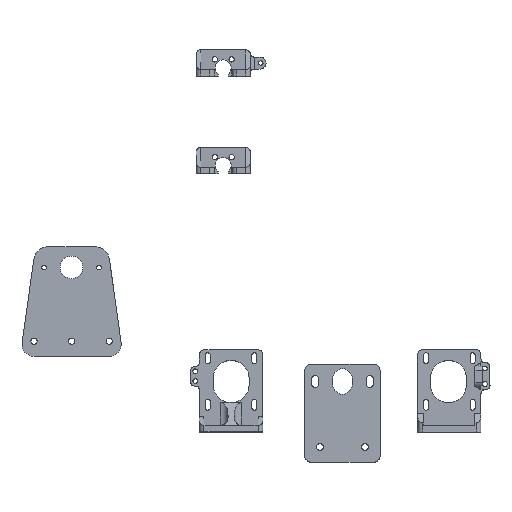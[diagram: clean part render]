
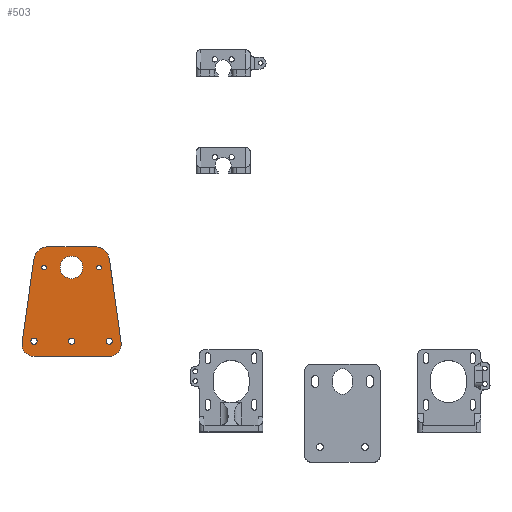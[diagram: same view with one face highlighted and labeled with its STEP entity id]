
A CAD part, top view. The second image highlights one B-rep face of the part: STEP entity #503.
In plain terms, the highlighted planar face has unit normal (0, 0, 1).
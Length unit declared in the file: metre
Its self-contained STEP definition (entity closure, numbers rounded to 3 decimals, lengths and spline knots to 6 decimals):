
#503 = ADVANCED_FACE( '', ( #1256, #1257, #1258, #1259, #1260, #1261, #1262 ), #1263, .T. );
#1256 = FACE_OUTER_BOUND( '', #2401, .T. );
#1257 = FACE_BOUND( '', #2402, .T. );
#1258 = FACE_BOUND( '', #2403, .T. );
#1259 = FACE_BOUND( '', #2404, .T. );
#1260 = FACE_BOUND( '', #2405, .T. );
#1261 = FACE_BOUND( '', #2406, .T. );
#1262 = FACE_BOUND( '', #2407, .T. );
#1263 = PLANE( '', #2408 );
#2401 = EDGE_LOOP( '', ( #3853, #3854, #3855, #3856, #3857, #3858, #3859, #3860 ) );
#2402 = EDGE_LOOP( '', ( #3861 ) );
#2403 = EDGE_LOOP( '', ( #3862 ) );
#2404 = EDGE_LOOP( '', ( #3863 ) );
#2405 = EDGE_LOOP( '', ( #3864 ) );
#2406 = EDGE_LOOP( '', ( #3865 ) );
#2407 = EDGE_LOOP( '', ( #3866 ) );
#2408 = AXIS2_PLACEMENT_3D( '', #3867, #3868, #3869 );
#3853 = ORIENTED_EDGE( '', *, *, #6265, .T. );
#3854 = ORIENTED_EDGE( '', *, *, #6529, .T. );
#3855 = ORIENTED_EDGE( '', *, *, #6530, .T. );
#3856 = ORIENTED_EDGE( '', *, *, #6531, .T. );
#3857 = ORIENTED_EDGE( '', *, *, #6240, .T. );
#3858 = ORIENTED_EDGE( '', *, *, #6532, .T. );
#3859 = ORIENTED_EDGE( '', *, *, #6504, .T. );
#3860 = ORIENTED_EDGE( '', *, *, #6533, .T. );
#3861 = ORIENTED_EDGE( '', *, *, #6534, .T. );
#3862 = ORIENTED_EDGE( '', *, *, #6535, .T. );
#3863 = ORIENTED_EDGE( '', *, *, #6194, .T. );
#3864 = ORIENTED_EDGE( '', *, *, #6536, .T. );
#3865 = ORIENTED_EDGE( '', *, *, #6197, .T. );
#3866 = ORIENTED_EDGE( '', *, *, #6454, .T. );
#3867 = CARTESIAN_POINT( '', ( 0.00002, -0.022522, 0.0045 ) );
#3868 = DIRECTION( '', ( 0., 0., 1. ) );
#3869 = DIRECTION( '', ( 1., 0., 0. ) );
#6194 = EDGE_CURVE( '', #7340, #7340, #7341, .T. );
#6197 = EDGE_CURVE( '', #7345, #7345, #7346, .T. );
#6240 = EDGE_CURVE( '', #7424, #7422, #7425, .T. );
#6265 = EDGE_CURVE( '', #7468, #7466, #7469, .T. );
#6454 = EDGE_CURVE( '', #7798, #7798, #7799, .T. );
#6504 = EDGE_CURVE( '', #7884, #7882, #7885, .T. );
#6529 = EDGE_CURVE( '', #7466, #7925, #7926, .T. );
#6530 = EDGE_CURVE( '', #7925, #7927, #7928, .T. );
#6531 = EDGE_CURVE( '', #7927, #7424, #7929, .T. );
#6532 = EDGE_CURVE( '', #7422, #7884, #7930, .T. );
#6533 = EDGE_CURVE( '', #7882, #7468, #7931, .T. );
#6534 = EDGE_CURVE( '', #7932, #7932, #7933, .T. );
#6535 = EDGE_CURVE( '', #7934, #7934, #7935, .T. );
#6536 = EDGE_CURVE( '', #7936, #7936, #7937, .T. );
#7340 = VERTEX_POINT( '', #9043 );
#7341 = CIRCLE( '', #9044, 0.0016 );
#7345 = VERTEX_POINT( '', #9048 );
#7346 = CIRCLE( '', #9049, 0.0021 );
#7422 = VERTEX_POINT( '', #9149 );
#7424 = VERTEX_POINT( '', #9152 );
#7425 = CIRCLE( '', #9153, 0.01 );
#7466 = VERTEX_POINT( '', #9222 );
#7468 = VERTEX_POINT( '', #9225 );
#7469 = CIRCLE( '', #9226, 0.008 );
#7798 = VERTEX_POINT( '', #9658 );
#7799 = CIRCLE( '', #9659, 0.0021 );
#7882 = VERTEX_POINT( '', #9767 );
#7884 = VERTEX_POINT( '', #9770 );
#7885 = CIRCLE( '', #9771, 0.01 );
#7925 = VERTEX_POINT( '', #9823 );
#7926 = LINE( '', #9824, #9825 );
#7927 = VERTEX_POINT( '', #9826 );
#7928 = CIRCLE( '', #9827, 0.008 );
#7929 = LINE( '', #9828, #9829 );
#7930 = LINE( '', #9830, #9831 );
#7931 = LINE( '', #9832, #9833 );
#7932 = VERTEX_POINT( '', #9834 );
#7933 = CIRCLE( '', #9835, 0.0016 );
#7934 = VERTEX_POINT( '', #9836 );
#7935 = CIRCLE( '', #9837, 0.0075 );
#7936 = VERTEX_POINT( '', #9838 );
#7937 = CIRCLE( '', #9839, 0.0021 );
#9043 = CARTESIAN_POINT( '', ( -0.01665, 0., 0.0045 ) );
#9044 = AXIS2_PLACEMENT_3D( '', #11388, #11389, #11390 );
#9048 = CARTESIAN_POINT( '', ( -0.0229, -0.049, 0.0045 ) );
#9049 = AXIS2_PLACEMENT_3D( '', #11394, #11395, #11396 );
#9149 = CARTESIAN_POINT( '', ( 0.015276, 0.013956, 0.0045 ) );
#9152 = CARTESIAN_POINT( '', ( 0.025179, 0.005347, 0.0045 ) );
#9153 = AXIS2_PLACEMENT_3D( '', #11449, #11450, #11451 );
#9222 = CARTESIAN_POINT( '', ( -0.02498, -0.059, 0.0045 ) );
#9225 = CARTESIAN_POINT( '', ( -0.032903, -0.049887, 0.0045 ) );
#9226 = AXIS2_PLACEMENT_3D( '', #11479, #11480, #11481 );
#9658 = CARTESIAN_POINT( '', ( 0.0021, -0.049, 0.0045 ) );
#9659 = AXIS2_PLACEMENT_3D( '', #11741, #11742, #11743 );
#9767 = CARTESIAN_POINT( '', ( -0.02514, 0.005347, 0.0045 ) );
#9770 = CARTESIAN_POINT( '', ( -0.015237, 0.013956, 0.0045 ) );
#9771 = AXIS2_PLACEMENT_3D( '', #11809, #11810, #11811 );
#9823 = CARTESIAN_POINT( '', ( 0.02502, -0.059, 0.0045 ) );
#9824 = CARTESIAN_POINT( '', ( -0.02498, -0.059, 0.0045 ) );
#9825 = VECTOR( '', #11842, 1. );
#9826 = CARTESIAN_POINT( '', ( 0.032942, -0.049887, 0.0045 ) );
#9827 = AXIS2_PLACEMENT_3D( '', #11843, #11844, #11845 );
#9828 = CARTESIAN_POINT( '', ( 0.032942, -0.049887, 0.0045 ) );
#9829 = VECTOR( '', #11846, 1. );
#9830 = CARTESIAN_POINT( '', ( 0.015276, 0.013956, 0.0045 ) );
#9831 = VECTOR( '', #11847, 1. );
#9832 = CARTESIAN_POINT( '', ( -0.02514, 0.005347, 0.0045 ) );
#9833 = VECTOR( '', #11848, 1. );
#9834 = CARTESIAN_POINT( '', ( 0.01985, 0., 0.0045 ) );
#9835 = AXIS2_PLACEMENT_3D( '', #11849, #11850, #11851 );
#9836 = CARTESIAN_POINT( '', ( 0.007404, 0.000097, 0.0045 ) );
#9837 = AXIS2_PLACEMENT_3D( '', #11852, #11853, #11854 );
#9838 = CARTESIAN_POINT( '', ( 0.0271, -0.049, 0.0045 ) );
#9839 = AXIS2_PLACEMENT_3D( '', #11855, #11856, #11857 );
#11388 = CARTESIAN_POINT( '', ( -0.01825, 0., 0.0045 ) );
#11389 = DIRECTION( '', ( 0., 0., -1. ) );
#11390 = DIRECTION( '', ( 1., 0., 0. ) );
#11394 = CARTESIAN_POINT( '', ( -0.025, -0.049, 0.0045 ) );
#11395 = DIRECTION( '', ( 0., 0., -1. ) );
#11396 = DIRECTION( '', ( 1., 0., 0. ) );
#11449 = CARTESIAN_POINT( '', ( 0.015276, 0.003956, 0.0045 ) );
#11450 = DIRECTION( '', ( 0., 0., 1. ) );
#11451 = DIRECTION( '', ( 0.99, 0.139, 0. ) );
#11479 = CARTESIAN_POINT( '', ( -0.02498, -0.051, 0.0045 ) );
#11480 = DIRECTION( '', ( 0., 0., 1. ) );
#11481 = DIRECTION( '', ( -0.99, 0.139, 0. ) );
#11741 = CARTESIAN_POINT( '', ( 0., -0.049, 0.0045 ) );
#11742 = DIRECTION( '', ( 0., 0., -1. ) );
#11743 = DIRECTION( '', ( 1., 0., 0. ) );
#11809 = CARTESIAN_POINT( '', ( -0.015237, 0.003956, 0.0045 ) );
#11810 = DIRECTION( '', ( 0., 0., 1. ) );
#11811 = DIRECTION( '', ( 0., 1., 0. ) );
#11842 = DIRECTION( '', ( 1., 0., 0. ) );
#11843 = CARTESIAN_POINT( '', ( 0.02502, -0.051, 0.0045 ) );
#11844 = DIRECTION( '', ( 0., 0., 1. ) );
#11845 = DIRECTION( '', ( 0., -1., 0. ) );
#11846 = DIRECTION( '', ( -0.139, 0.99, 0. ) );
#11847 = DIRECTION( '', ( -1., 0., 0. ) );
#11848 = DIRECTION( '', ( -0.139, -0.99, 0. ) );
#11849 = CARTESIAN_POINT( '', ( 0.01825, 0., 0.0045 ) );
#11850 = DIRECTION( '', ( 0., 0., -1. ) );
#11851 = DIRECTION( '', ( 1., 0., 0. ) );
#11852 = CARTESIAN_POINT( '', ( -0.000096, 0.000097, 0.0045 ) );
#11853 = DIRECTION( '', ( 0., 0., -1. ) );
#11854 = DIRECTION( '', ( 1., 0., 0. ) );
#11855 = CARTESIAN_POINT( '', ( 0.025, -0.049, 0.0045 ) );
#11856 = DIRECTION( '', ( 0., 0., -1. ) );
#11857 = DIRECTION( '', ( 1., 0., 0. ) );
